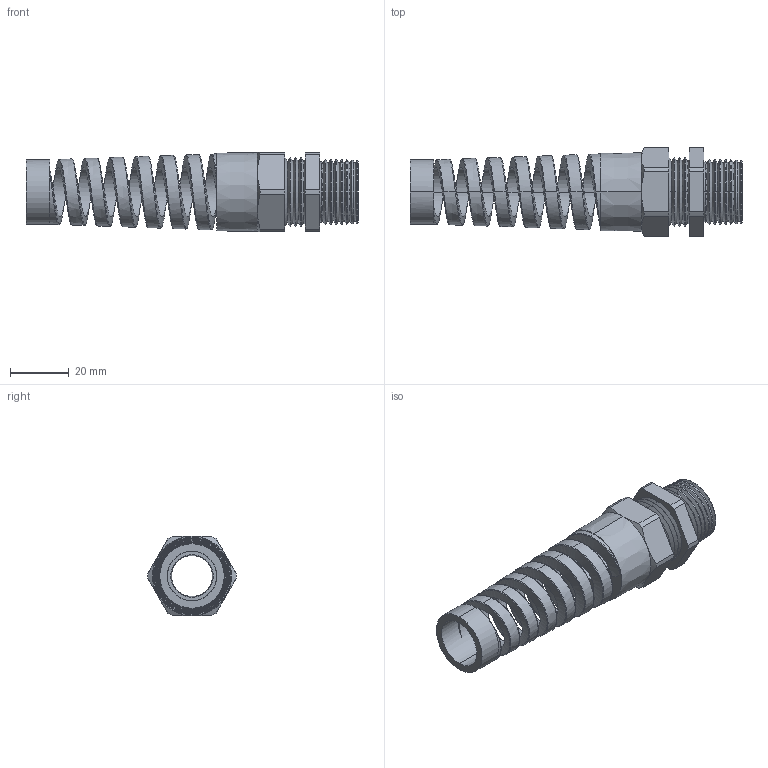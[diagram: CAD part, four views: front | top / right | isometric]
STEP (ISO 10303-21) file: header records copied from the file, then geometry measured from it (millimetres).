
FILE_DESCRIPTION (( 'STEP AP203' ), '1' );
FILE_NAME ('CF16NA-BK.STEP', '2008-10-01T06:50:54', ( 'BSI006' ), ( '' ), 'SwSTEP 2.0', 'SolidWorks 2007', '' );
FILE_SCHEMA (( 'CONFIG_CONTROL_DESIGN' ));
Length unit declared in the file: inch
Products named in the file (1): CF16NA-BK
Bounding box: 113.03 x 30.15 x 26.92 mm (x, y, z)
Volume: 24077.3 mm3; surface area: 16448.4 mm2
Topology: 1 solids, 1 shells, 153 faces, 361 edges, 213 vertices
Faces by surface type: cone 87, cylinder 39, plane 19, torus 4, bspline 4
Entity records: 13371 total; most frequent: CARTESIAN_POINT 9857, ORIENTED_EDGE 722, DIRECTION 717, EDGE_CURVE 361, AXIS2_PLACEMENT_3D 284, VERTEX_POINT 213, EDGE_LOOP 160, ADVANCED_FACE 153
